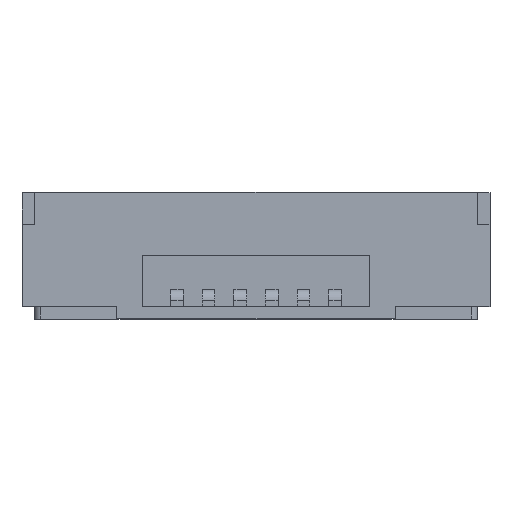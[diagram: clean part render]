
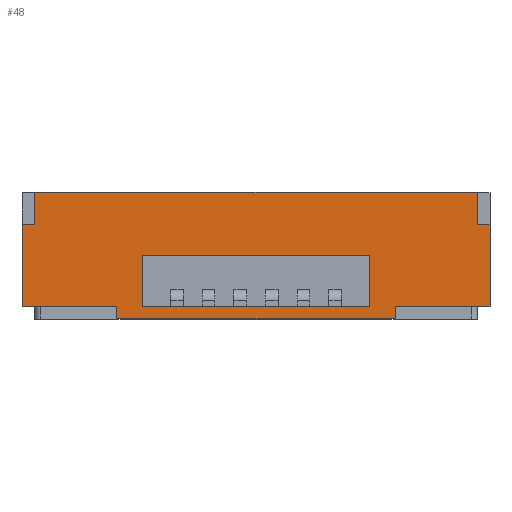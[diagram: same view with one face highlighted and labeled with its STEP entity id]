
A CAD part, top view. The second image highlights one B-rep face of the part: STEP entity #48.
In plain terms, the highlighted planar face has unit normal (0, 0, 1).
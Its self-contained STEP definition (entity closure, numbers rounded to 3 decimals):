
#48=ADVANCED_FACE('',(#305,#306),#307,.T.);
#305=FACE_OUTER_BOUND('',#824,.T.);
#306=FACE_BOUND('',#825,.T.);
#307=PLANE('',#826);
#824=EDGE_LOOP('',(#1353,#1354,#1355,#1356,#1357,#1358,#1359,#1360,#1361,#1362,#1363,#1364));
#825=EDGE_LOOP('',(#1365,#1366,#1367,#1368));
#826=AXIS2_PLACEMENT_3D('',#1369,#1370,#1371);
#1353=ORIENTED_EDGE('',*,*,#3643,.F.);
#1354=ORIENTED_EDGE('',*,*,#3644,.T.);
#1355=ORIENTED_EDGE('',*,*,#3645,.F.);
#1356=ORIENTED_EDGE('',*,*,#3646,.T.);
#1357=ORIENTED_EDGE('',*,*,#3647,.T.);
#1358=ORIENTED_EDGE('',*,*,#3648,.T.);
#1359=ORIENTED_EDGE('',*,*,#3649,.T.);
#1360=ORIENTED_EDGE('',*,*,#3650,.F.);
#1361=ORIENTED_EDGE('',*,*,#3651,.F.);
#1362=ORIENTED_EDGE('',*,*,#3652,.F.);
#1363=ORIENTED_EDGE('',*,*,#3653,.T.);
#1364=ORIENTED_EDGE('',*,*,#3654,.F.);
#1365=ORIENTED_EDGE('',*,*,#3655,.F.);
#1366=ORIENTED_EDGE('',*,*,#3656,.F.);
#1367=ORIENTED_EDGE('',*,*,#3657,.F.);
#1368=ORIENTED_EDGE('',*,*,#3658,.F.);
#1369=CARTESIAN_POINT('',(-3.7,-1.0,2.6));
#1370=DIRECTION('',(0.0,0.0,1.0));
#1371=DIRECTION('',(1.0,0.0,0.0));
#3643=EDGE_CURVE('',#4418,#4419,#4420,.T.);
#3644=EDGE_CURVE('',#4418,#4421,#4422,.T.);
#3645=EDGE_CURVE('',#4423,#4421,#4424,.T.);
#3646=EDGE_CURVE('',#4423,#4425,#4426,.T.);
#3647=EDGE_CURVE('',#4425,#4427,#4428,.T.);
#3648=EDGE_CURVE('',#4427,#4429,#4430,.T.);
#3649=EDGE_CURVE('',#4429,#4431,#4432,.T.);
#3650=EDGE_CURVE('',#4433,#4431,#4434,.T.);
#3651=EDGE_CURVE('',#4435,#4433,#4436,.T.);
#3652=EDGE_CURVE('',#4437,#4435,#4438,.T.);
#3653=EDGE_CURVE('',#4437,#4439,#4440,.T.);
#3654=EDGE_CURVE('',#4419,#4439,#4441,.T.);
#3655=EDGE_CURVE('',#4442,#4443,#4444,.T.);
#3656=EDGE_CURVE('',#4445,#4442,#4446,.T.);
#3657=EDGE_CURVE('',#4447,#4445,#4448,.T.);
#3658=EDGE_CURVE('',#4443,#4447,#4449,.T.);
#4418=VERTEX_POINT('',#5691);
#4419=VERTEX_POINT('',#5692);
#4420=LINE('',#5693,#5694);
#4421=VERTEX_POINT('',#5695);
#4422=LINE('',#5696,#5697);
#4423=VERTEX_POINT('',#5698);
#4424=LINE('',#5699,#5700);
#4425=VERTEX_POINT('',#5701);
#4426=LINE('',#5702,#5703);
#4427=VERTEX_POINT('',#5704);
#4428=LINE('',#5705,#5706);
#4429=VERTEX_POINT('',#5707);
#4430=LINE('',#5708,#5709);
#4431=VERTEX_POINT('',#5710);
#4432=LINE('',#5711,#5712);
#4433=VERTEX_POINT('',#5713);
#4434=LINE('',#5714,#5715);
#4435=VERTEX_POINT('',#5716);
#4436=LINE('',#5717,#5718);
#4437=VERTEX_POINT('',#5719);
#4438=LINE('',#5720,#5721);
#4439=VERTEX_POINT('',#5722);
#4440=LINE('',#5723,#5724);
#4441=LINE('',#5725,#5726);
#4442=VERTEX_POINT('',#5727);
#4443=VERTEX_POINT('',#5728);
#4444=LINE('',#5729,#5730);
#4445=VERTEX_POINT('',#5731);
#4446=LINE('',#5732,#5733);
#4447=VERTEX_POINT('',#5734);
#4448=LINE('',#5735,#5736);
#4449=LINE('',#5737,#5738);
#5691=CARTESIAN_POINT('',(-3.7,-0.8,2.6));
#5692=CARTESIAN_POINT('',(-3.7,0.5,2.6));
#5693=CARTESIAN_POINT('',(-3.7,-0.8,2.6));
#5694=VECTOR('',#7651,1.3);
#5695=CARTESIAN_POINT('',(-2.2,-0.8,2.6));
#5696=CARTESIAN_POINT('',(-3.7,-0.8,2.6));
#5697=VECTOR('',#7652,1.5);
#5698=CARTESIAN_POINT('',(-2.2,-1.0,2.6));
#5699=CARTESIAN_POINT('',(-2.2,-1.0,2.6));
#5700=VECTOR('',#7653,0.2);
#5701=CARTESIAN_POINT('',(2.2,-1.0,2.6));
#5702=CARTESIAN_POINT('',(-2.2,-1.0,2.6));
#5703=VECTOR('',#7654,4.4);
#5704=CARTESIAN_POINT('',(2.2,-0.8,2.6));
#5705=CARTESIAN_POINT('',(2.2,-1.0,2.6));
#5706=VECTOR('',#7655,0.2);
#5707=CARTESIAN_POINT('',(3.7,-0.8,2.6));
#5708=CARTESIAN_POINT('',(2.2,-0.8,2.6));
#5709=VECTOR('',#7656,1.5);
#5710=CARTESIAN_POINT('',(3.7,0.5,2.6));
#5711=CARTESIAN_POINT('',(3.7,-0.8,2.6));
#5712=VECTOR('',#7657,1.3);
#5713=CARTESIAN_POINT('',(3.5,0.5,2.6));
#5714=CARTESIAN_POINT('',(3.5,0.5,2.6));
#5715=VECTOR('',#7658,0.2);
#5716=CARTESIAN_POINT('',(3.5,1.0,2.6));
#5717=CARTESIAN_POINT('',(3.5,1.0,2.6));
#5718=VECTOR('',#7659,0.5);
#5719=CARTESIAN_POINT('',(-3.5,1.0,2.6));
#5720=CARTESIAN_POINT('',(-3.5,1.0,2.6));
#5721=VECTOR('',#7660,7.0);
#5722=CARTESIAN_POINT('',(-3.5,0.5,2.6));
#5723=CARTESIAN_POINT('',(-3.5,1.0,2.6));
#5724=VECTOR('',#7661,0.5);
#5725=CARTESIAN_POINT('',(-3.7,0.5,2.6));
#5726=VECTOR('',#7662,0.2);
#5727=CARTESIAN_POINT('',(1.8,0.0,2.6));
#5728=CARTESIAN_POINT('',(-1.8,0.0,2.6));
#5729=CARTESIAN_POINT('',(1.8,0.0,2.6));
#5730=VECTOR('',#7663,3.6);
#5731=CARTESIAN_POINT('',(1.8,-0.8,2.6));
#5732=CARTESIAN_POINT('',(1.8,-0.8,2.6));
#5733=VECTOR('',#7664,0.8);
#5734=CARTESIAN_POINT('',(-1.8,-0.8,2.6));
#5735=CARTESIAN_POINT('',(-1.8,-0.8,2.6));
#5736=VECTOR('',#7665,3.6);
#5737=CARTESIAN_POINT('',(-1.8,0.0,2.6));
#5738=VECTOR('',#7666,0.8);
#7651=DIRECTION('',(0.0,1.0,0.0));
#7652=DIRECTION('',(1.0,0.0,0.0));
#7653=DIRECTION('',(0.0,1.0,0.0));
#7654=DIRECTION('',(1.0,0.0,0.0));
#7655=DIRECTION('',(0.0,1.0,0.0));
#7656=DIRECTION('',(1.0,0.0,0.0));
#7657=DIRECTION('',(0.0,1.0,0.0));
#7658=DIRECTION('',(1.0,0.0,0.0));
#7659=DIRECTION('',(0.0,-1.0,0.0));
#7660=DIRECTION('',(1.0,0.0,0.0));
#7661=DIRECTION('',(0.0,-1.0,0.0));
#7662=DIRECTION('',(1.0,0.0,0.0));
#7663=DIRECTION('',(-1.0,0.0,0.0));
#7664=DIRECTION('',(0.0,1.0,0.0));
#7665=DIRECTION('',(1.0,0.0,0.0));
#7666=DIRECTION('',(0.0,-1.0,0.0));
